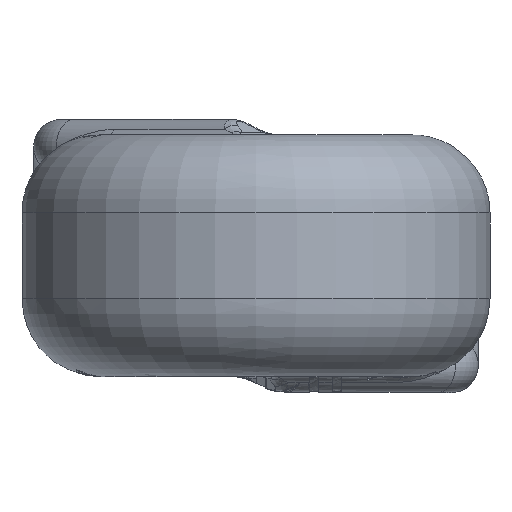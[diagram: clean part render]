
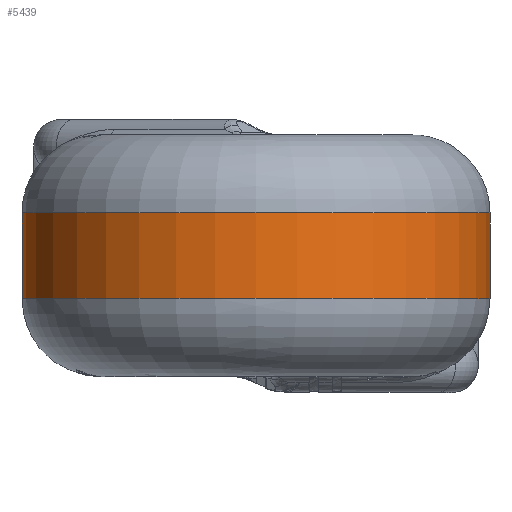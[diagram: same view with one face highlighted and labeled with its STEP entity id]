
A CAD part, top view. The second image highlights one B-rep face of the part: STEP entity #5439.
In plain terms, the highlighted cylindrical face has radius 3 mm (diameter 6 mm), a full revolution.
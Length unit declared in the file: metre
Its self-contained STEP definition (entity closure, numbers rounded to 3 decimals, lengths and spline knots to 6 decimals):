
#71=CIRCLE('',#5608,0.003);
#80=CIRCLE('',#5666,0.003);
#703=CYLINDRICAL_SURFACE('',#5665,0.003);
#1801=ORIENTED_EDGE('',*,*,#2444,.F.);
#1802=ORIENTED_EDGE('',*,*,#2233,.T.);
#2233=EDGE_CURVE('',#2725,#2725,#71,.T.);
#2444=EDGE_CURVE('',#2858,#2858,#80,.T.);
#2725=VERTEX_POINT('',#8529);
#2858=VERTEX_POINT('',#10885);
#3381=EDGE_LOOP('',(#1801));
#3382=EDGE_LOOP('',(#1802));
#3619=FACE_BOUND('',#3381,.T.);
#3620=FACE_BOUND('',#3382,.T.);
#5439=ADVANCED_FACE('',(#3619,#3620),#703,.T.);
#5608=AXIS2_PLACEMENT_3D('',#8528,#6154,#6155);
#5665=AXIS2_PLACEMENT_3D('',#10883,#6311,#6312);
#5666=AXIS2_PLACEMENT_3D('',#10884,#6313,#6314);
#6154=DIRECTION('',(0.,1.,0.));
#6155=DIRECTION('',(0.,0.,1.));
#6311=DIRECTION('',(0.,1.,0.));
#6312=DIRECTION('',(0.,0.,1.));
#6313=DIRECTION('',(0.,1.,0.));
#6314=DIRECTION('',(0.,0.,1.));
#8528=CARTESIAN_POINT('',(0.,-0.00055,0.));
#8529=CARTESIAN_POINT('',(0.,-0.00055,0.003));
#10883=CARTESIAN_POINT('',(0.,-0.00155,0.));
#10884=CARTESIAN_POINT('',(0.,0.00055,0.));
#10885=CARTESIAN_POINT('',(0.,0.00055,0.003));
